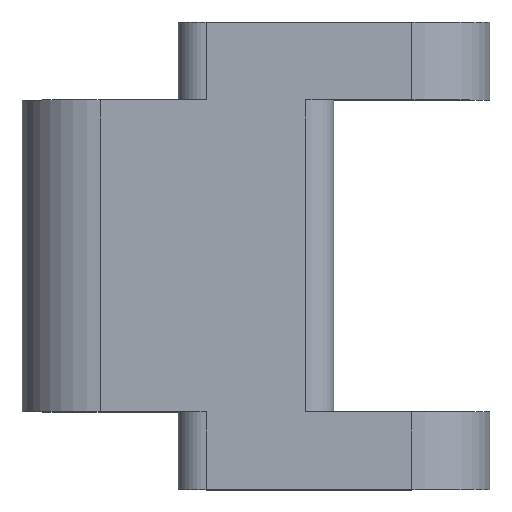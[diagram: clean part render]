
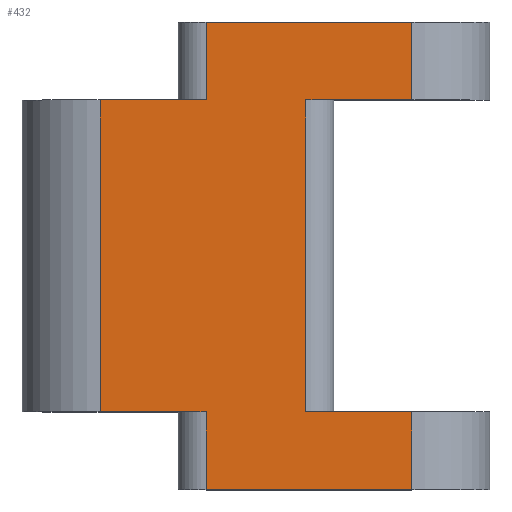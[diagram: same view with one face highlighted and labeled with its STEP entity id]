
A CAD part, top view. The second image highlights one B-rep face of the part: STEP entity #432.
In plain terms, the highlighted planar face has unit normal (0, 0, 1).
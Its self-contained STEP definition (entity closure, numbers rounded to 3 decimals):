
#27=PLANE('',#483);
#38=FACE_OUTER_BOUND('',#63,.T.);
#63=EDGE_LOOP('',(#312,#313,#314,#315,#316,#317,#318,#319,#320,#321,#322,
#323));
#87=LINE('',#681,#120);
#92=LINE('',#702,#125);
#93=LINE('',#712,#126);
#95=LINE('',#716,#128);
#96=LINE('',#718,#129);
#97=LINE('',#720,#130);
#98=LINE('',#721,#131);
#99=LINE('',#723,#132);
#100=LINE('',#725,#133);
#101=LINE('',#727,#134);
#102=LINE('',#729,#135);
#103=LINE('',#730,#136);
#120=VECTOR('',#537,10.);
#125=VECTOR('',#556,10.);
#126=VECTOR('',#567,1.8);
#128=VECTOR('',#571,10.);
#129=VECTOR('',#572,10.);
#130=VECTOR('',#573,10.);
#131=VECTOR('',#574,1.8);
#132=VECTOR('',#575,10.);
#133=VECTOR('',#576,10.);
#134=VECTOR('',#577,1.8);
#135=VECTOR('',#578,10.);
#136=VECTOR('',#579,10.);
#186=VERTEX_POINT('',#678);
#187=VERTEX_POINT('',#680);
#195=VERTEX_POINT('',#699);
#196=VERTEX_POINT('',#701);
#199=VERTEX_POINT('',#709);
#201=VERTEX_POINT('',#715);
#202=VERTEX_POINT('',#717);
#203=VERTEX_POINT('',#719);
#204=VERTEX_POINT('',#722);
#205=VERTEX_POINT('',#724);
#206=VERTEX_POINT('',#726);
#207=VERTEX_POINT('',#728);
#229=EDGE_CURVE('',#187,#186,#87,.T.);
#239=EDGE_CURVE('',#196,#195,#92,.T.);
#244=EDGE_CURVE('',#199,#186,#93,.T.);
#246=EDGE_CURVE('',#199,#201,#95,.T.);
#247=EDGE_CURVE('',#201,#202,#96,.T.);
#248=EDGE_CURVE('',#203,#202,#97,.T.);
#249=EDGE_CURVE('',#196,#203,#98,.T.);
#250=EDGE_CURVE('',#204,#195,#99,.T.);
#251=EDGE_CURVE('',#205,#204,#100,.T.);
#252=EDGE_CURVE('',#206,#205,#101,.T.);
#253=EDGE_CURVE('',#207,#206,#102,.T.);
#254=EDGE_CURVE('',#187,#207,#103,.T.);
#312=ORIENTED_EDGE('',*,*,#244,.F.);
#313=ORIENTED_EDGE('',*,*,#246,.T.);
#314=ORIENTED_EDGE('',*,*,#247,.T.);
#315=ORIENTED_EDGE('',*,*,#248,.F.);
#316=ORIENTED_EDGE('',*,*,#249,.F.);
#317=ORIENTED_EDGE('',*,*,#239,.T.);
#318=ORIENTED_EDGE('',*,*,#250,.F.);
#319=ORIENTED_EDGE('',*,*,#251,.F.);
#320=ORIENTED_EDGE('',*,*,#252,.F.);
#321=ORIENTED_EDGE('',*,*,#253,.F.);
#322=ORIENTED_EDGE('',*,*,#254,.F.);
#323=ORIENTED_EDGE('',*,*,#229,.T.);
#432=ADVANCED_FACE('',(#38),#27,.T.);
#483=AXIS2_PLACEMENT_3D('',#714,#569,#570);
#537=DIRECTION('',(-1.,0.,0.));
#556=DIRECTION('',(1.,0.,0.));
#567=DIRECTION('',(0.,1.,0.));
#569=DIRECTION('center_axis',(0.,0.,1.));
#570=DIRECTION('ref_axis',(1.,0.,0.));
#571=DIRECTION('',(-1.,0.,0.));
#572=DIRECTION('',(0.,-1.,0.));
#573=DIRECTION('',(-1.,0.,0.));
#574=DIRECTION('',(0.,1.,0.));
#575=DIRECTION('',(0.,-1.,0.));
#576=DIRECTION('',(1.,0.,0.));
#577=DIRECTION('',(0.,-1.,0.));
#578=DIRECTION('',(-1.,0.,0.));
#579=DIRECTION('',(0.,-1.,0.));
#678=CARTESIAN_POINT('',(11.796,30.,10.));
#680=CARTESIAN_POINT('',(25.,30.,10.));
#681=CARTESIAN_POINT('',(30.,30.,10.));
#699=CARTESIAN_POINT('',(25.,0.,10.));
#701=CARTESIAN_POINT('',(11.796,0.,10.));
#702=CARTESIAN_POINT('',(0.,0.,10.));
#709=CARTESIAN_POINT('',(11.796,25.,10.));
#712=CARTESIAN_POINT('',(11.796,30.,10.));
#714=CARTESIAN_POINT('Origin',(15.,15.,10.));
#715=CARTESIAN_POINT('',(5.,25.,10.));
#716=CARTESIAN_POINT('',(12.5,25.,10.));
#717=CARTESIAN_POINT('',(5.,5.,10.));
#718=CARTESIAN_POINT('',(5.,0.,10.));
#719=CARTESIAN_POINT('',(11.796,5.,10.));
#720=CARTESIAN_POINT('',(10.25,5.,10.));
#721=CARTESIAN_POINT('',(11.796,0.,10.));
#722=CARTESIAN_POINT('',(25.,5.,10.));
#723=CARTESIAN_POINT('',(25.,0.,10.));
#724=CARTESIAN_POINT('',(18.204,5.,10.));
#725=CARTESIAN_POINT('',(22.5,5.,10.));
#726=CARTESIAN_POINT('',(18.204,25.,10.));
#727=CARTESIAN_POINT('',(18.204,5.,10.));
#728=CARTESIAN_POINT('',(25.,25.,10.));
#729=CARTESIAN_POINT('',(17.5,25.,10.));
#730=CARTESIAN_POINT('',(25.,0.,10.));
